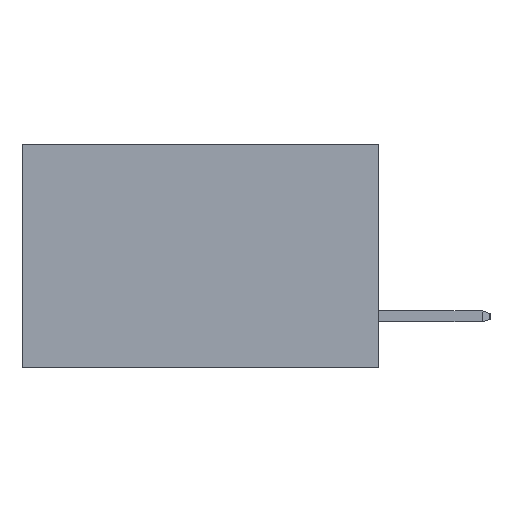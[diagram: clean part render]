
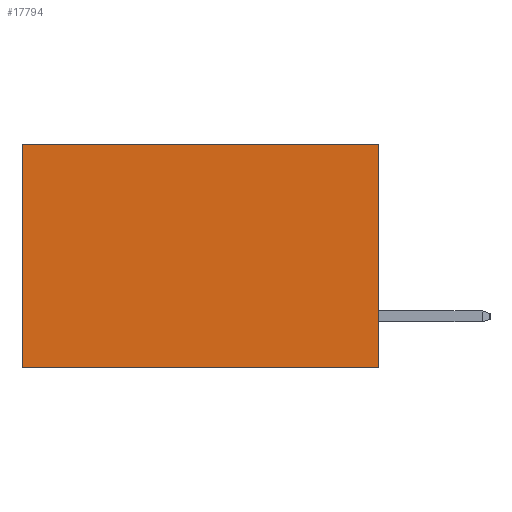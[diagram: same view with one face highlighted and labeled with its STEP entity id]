
A CAD part, left-side view. The second image highlights one B-rep face of the part: STEP entity #17794.
In plain terms, the highlighted planar face has unit normal (-1, 0, 0).
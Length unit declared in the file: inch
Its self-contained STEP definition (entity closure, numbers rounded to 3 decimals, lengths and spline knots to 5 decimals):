
#40 = ORIENTED_EDGE ( 'NONE', *, *, #13087, .F. ) ;
#402 = CARTESIAN_POINT ( 'NONE',  ( 0.277, 0., -0.37 ) ) ;
#571 = LINE ( 'NONE', #17827, #19515 ) ;
#1823 = EDGE_CURVE ( 'NONE', #16197, #14879, #26076, .T. ) ;
#2396 = LINE ( 'NONE', #20992, #15246 ) ;
#2690 = PLANE ( 'NONE',  #5096 ) ;
#3004 = DIRECTION ( 'NONE',  ( 0., 1., 0. ) ) ;
#4958 = DIRECTION ( 'NONE',  ( 0., 0., -1. ) ) ;
#5096 = AXIS2_PLACEMENT_3D ( 'NONE', #23253, #7920, #25764 ) ;
#6138 = VERTEX_POINT ( 'NONE', #12393 ) ;
#6461 = ORIENTED_EDGE ( 'NONE', *, *, #12687, .T. ) ;
#7920 = DIRECTION ( 'NONE',  ( 1., 0., 0. ) ) ;
#10545 = EDGE_LOOP ( 'NONE', ( #6461, #40, #27633, #30637 ) ) ;
#11698 = DIRECTION ( 'NONE',  ( 0., 0., -1. ) ) ;
#12393 = CARTESIAN_POINT ( 'NONE',  ( 0.277, 0.59, -0.37 ) ) ;
#12495 = VECTOR ( 'NONE', #11698, 39.37008 ) ;
#12687 = EDGE_CURVE ( 'NONE', #24243, #6138, #571, .T. ) ;
#13087 = EDGE_CURVE ( 'NONE', #14879, #6138, #14774, .T. ) ;
#14293 = CARTESIAN_POINT ( 'NONE',  ( 0.277, 0., -0.37 ) ) ;
#14774 = LINE ( 'NONE', #19429, #27574 ) ;
#14879 = VERTEX_POINT ( 'NONE', #14293 ) ;
#15246 = VECTOR ( 'NONE', #3004, 39.37008 ) ;
#16197 = VERTEX_POINT ( 'NONE', #32425 ) ;
#16922 = DIRECTION ( 'NONE',  ( 0., 1., 0. ) ) ;
#17794 = ADVANCED_FACE ( 'NONE', ( #21747 ), #2690, .F. ) ;
#17827 = CARTESIAN_POINT ( 'NONE',  ( 0.277, 0.59, -0.37 ) ) ;
#18421 = EDGE_CURVE ( 'NONE', #16197, #24243, #2396, .T. ) ;
#19429 = CARTESIAN_POINT ( 'NONE',  ( 0.277, 0., -0.37 ) ) ;
#19515 = VECTOR ( 'NONE', #4958, 39.37008 ) ;
#20992 = CARTESIAN_POINT ( 'NONE',  ( 0.277, 0., 0. ) ) ;
#21747 = FACE_OUTER_BOUND ( 'NONE', #10545, .T. ) ;
#23253 = CARTESIAN_POINT ( 'NONE',  ( 0.277, 0., -0.37 ) ) ;
#24243 = VERTEX_POINT ( 'NONE', #25721 ) ;
#25721 = CARTESIAN_POINT ( 'NONE',  ( 0.277, 0.59, 0. ) ) ;
#25764 = DIRECTION ( 'NONE',  ( 0., 0., -1. ) ) ;
#26076 = LINE ( 'NONE', #402, #12495 ) ;
#27574 = VECTOR ( 'NONE', #16922, 39.37008 ) ;
#27633 = ORIENTED_EDGE ( 'NONE', *, *, #1823, .F. ) ;
#30637 = ORIENTED_EDGE ( 'NONE', *, *, #18421, .T. ) ;
#32425 = CARTESIAN_POINT ( 'NONE',  ( 0.277, 0., 0. ) ) ;
